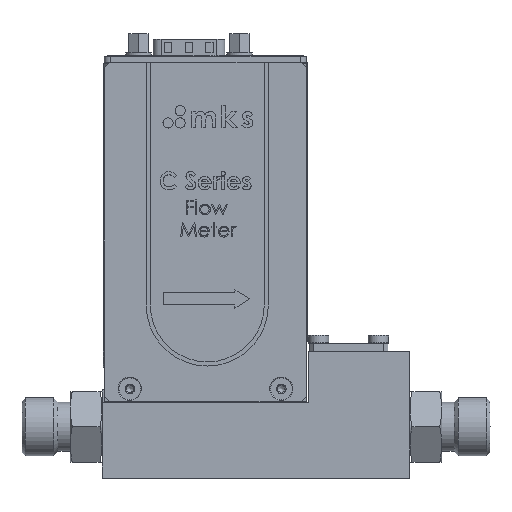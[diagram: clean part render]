
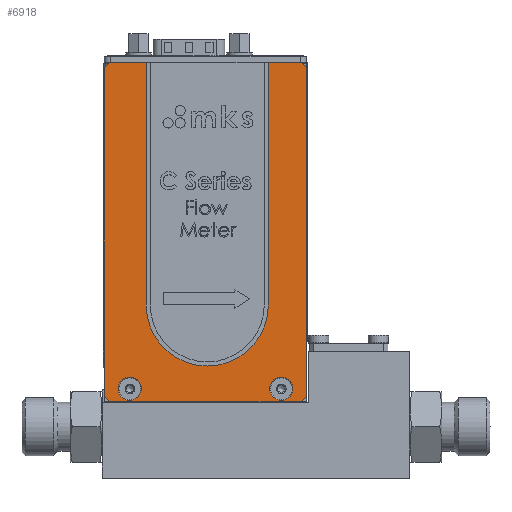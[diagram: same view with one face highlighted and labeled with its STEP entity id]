
A CAD part, top view. The second image highlights one B-rep face of the part: STEP entity #6918.
In plain terms, the highlighted planar face has unit normal (0, 0, 1).
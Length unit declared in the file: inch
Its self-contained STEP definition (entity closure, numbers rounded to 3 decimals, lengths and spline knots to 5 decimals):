
#299 = CARTESIAN_POINT ( 'NONE',  ( -0.35653, -0.129, 0.498 ) ) ;
#1559 = DIRECTION ( 'NONE',  ( 0., 0., 1. ) ) ;
#2049 = AXIS2_PLACEMENT_3D ( 'NONE', #38961, #91111, #46447 ) ;
#2334 = ORIENTED_EDGE ( 'NONE', *, *, #48879, .T. ) ;
#2559 = LINE ( 'NONE', #30477, #57500 ) ;
#3107 = VERTEX_POINT ( 'NONE', #52134 ) ;
#3563 = DIRECTION ( 'NONE',  ( 0.707, 0.707, 0. ) ) ;
#5446 = VERTEX_POINT ( 'NONE', #81758 ) ;
#6918 = ADVANCED_FACE ( 'NONE', ( #27286, #37814, #94905, #75093, #55319 ), #70362, .F. ) ;
#8748 = VERTEX_POINT ( 'NONE', #56036 ) ;
#10297 = EDGE_CURVE ( 'NONE', #38605, #75410, #33871, .T. ) ;
#11673 = VECTOR ( 'NONE', #13180, 39.37008 ) ;
#13180 = DIRECTION ( 'NONE',  ( 0., -1., 0. ) ) ;
#13242 = EDGE_LOOP ( 'NONE', ( #92603 ) ) ;
#13775 = VECTOR ( 'NONE', #70124, 39.37008 ) ;
#14294 = EDGE_CURVE ( 'NONE', #8748, #78201, #94238, .T. ) ;
#14751 = VERTEX_POINT ( 'NONE', #75895 ) ;
#15937 = CIRCLE ( 'NONE', #46658, 0.1125 ) ;
#16577 = EDGE_CURVE ( 'NONE', #75410, #22495, #82192, .T. ) ;
#16742 = EDGE_CURVE ( 'NONE', #87769, #8748, #70554, .T. ) ;
#17019 = ORIENTED_EDGE ( 'NONE', *, *, #89999, .T. ) ;
#18239 = CARTESIAN_POINT ( 'NONE',  ( 1.36847, -0.053, 0.498 ) ) ;
#18569 = CARTESIAN_POINT ( 'NONE',  ( -0.35653, 3.076, 0.498 ) ) ;
#18796 = ORIENTED_EDGE ( 'NONE', *, *, #68270, .F. ) ;
#19133 = DIRECTION ( 'NONE',  ( 0., 0., -1. ) ) ;
#19428 = VERTEX_POINT ( 'NONE', #38448 ) ;
#20385 = ORIENTED_EDGE ( 'NONE', *, *, #96804, .T. ) ;
#20433 = CIRCLE ( 'NONE', #2049, 0.086 ) ;
#22105 = CARTESIAN_POINT ( 'NONE',  ( -0.35653, -0.179, 0.498 ) ) ;
#22495 = VERTEX_POINT ( 'NONE', #23837 ) ;
#22809 = EDGE_CURVE ( 'NONE', #5446, #5446, #73566, .T. ) ;
#22885 = ORIENTED_EDGE ( 'NONE', *, *, #16742, .T. ) ;
#23837 = CARTESIAN_POINT ( 'NONE',  ( -0.30653, -0.179, 0.498 ) ) ;
#24017 = CARTESIAN_POINT ( 'NONE',  ( 1.61347, 3.076, 0.498 ) ) ;
#24159 = CARTESIAN_POINT ( 'NONE',  ( 1.56347, -0.179, 0.498 ) ) ;
#25715 = DIRECTION ( 'NONE',  ( 1., 0., 0. ) ) ;
#26337 = AXIS2_PLACEMENT_3D ( 'NONE', #46278, #1559, #53824 ) ;
#27286 = FACE_BOUND ( 'NONE', #75154, .T. ) ;
#27850 = CARTESIAN_POINT ( 'NONE',  ( -0.35653, -0.179, 0.498 ) ) ;
#27902 = EDGE_CURVE ( 'NONE', #3107, #3107, #78367, .T. ) ;
#30205 = CARTESIAN_POINT ( 'NONE',  ( -0.10753, -0.053, 0.498 ) ) ;
#30477 = CARTESIAN_POINT ( 'NONE',  ( -0.35653, 3.126, 0.498 ) ) ;
#30799 = DIRECTION ( 'NONE',  ( -1., 0., 0. ) ) ;
#33871 = LINE ( 'NONE', #27850, #11673 ) ;
#34770 = ORIENTED_EDGE ( 'NONE', *, *, #14294, .T. ) ;
#37460 = DIRECTION ( 'NONE',  ( 0., 1., 0. ) ) ;
#37719 = DIRECTION ( 'NONE',  ( 1., 0., 0. ) ) ;
#37814 = FACE_BOUND ( 'NONE', #90746, .T. ) ;
#38448 = CARTESIAN_POINT ( 'NONE',  ( 0.95447, 3.001, 0.498 ) ) ;
#38605 = VERTEX_POINT ( 'NONE', #18569 ) ;
#38961 = CARTESIAN_POINT ( 'NONE',  ( 0.86847, 3.001, 0.498 ) ) ;
#42567 = VECTOR ( 'NONE', #68546, 39.37008 ) ;
#43041 = DIRECTION ( 'NONE',  ( -0.707, -0.707, 0. ) ) ;
#46278 = CARTESIAN_POINT ( 'NONE',  ( 1.06847, 3.001, 0.498 ) ) ;
#46396 = CARTESIAN_POINT ( 'NONE',  ( 1.56347, 3.126, 0.498 ) ) ;
#46447 = DIRECTION ( 'NONE',  ( 1., 0., 0. ) ) ;
#46658 = AXIS2_PLACEMENT_3D ( 'NONE', #18239, #70427, #25715 ) ;
#48879 = EDGE_CURVE ( 'NONE', #78201, #77386, #53485, .T. ) ;
#50697 = VECTOR ( 'NONE', #3563, 39.37008 ) ;
#52134 = CARTESIAN_POINT ( 'NONE',  ( 0.00497, -0.053, 0.498 ) ) ;
#53485 = LINE ( 'NONE', #62678, #13775 ) ;
#53824 = DIRECTION ( 'NONE',  ( 1., 0., 0. ) ) ;
#53971 = CARTESIAN_POINT ( 'NONE',  ( -0.35653, -0.129, 0.498 ) ) ;
#55286 = ORIENTED_EDGE ( 'NONE', *, *, #16577, .T. ) ;
#55319 = FACE_OUTER_BOUND ( 'NONE', #91808, .T. ) ;
#56036 = CARTESIAN_POINT ( 'NONE',  ( 1.61347, -0.129, 0.498 ) ) ;
#56444 = EDGE_CURVE ( 'NONE', #22495, #87769, #90594, .T. ) ;
#57500 = VECTOR ( 'NONE', #30799, 39.37008 ) ;
#61734 = ORIENTED_EDGE ( 'NONE', *, *, #10297, .T. ) ;
#61905 = CARTESIAN_POINT ( 'NONE',  ( -0.30653, 3.126, 0.498 ) ) ;
#62435 = ORIENTED_EDGE ( 'NONE', *, *, #56444, .T. ) ;
#62678 = CARTESIAN_POINT ( 'NONE',  ( 1.61347, 3.076, 0.498 ) ) ;
#63900 = CARTESIAN_POINT ( 'NONE',  ( -0.35653, -0.179, 0.498 ) ) ;
#63964 = VECTOR ( 'NONE', #43041, 39.37008 ) ;
#65153 = VECTOR ( 'NONE', #37460, 39.37008 ) ;
#68270 = EDGE_CURVE ( 'NONE', #19428, #19428, #20433, .T. ) ;
#68546 = DIRECTION ( 'NONE',  ( 0.707, -0.707, 0. ) ) ;
#70124 = DIRECTION ( 'NONE',  ( -0.707, 0.707, 0. ) ) ;
#70362 = PLANE ( 'NONE',  #78125 ) ;
#70427 = DIRECTION ( 'NONE',  ( 0., 0., 1. ) ) ;
#70554 = LINE ( 'NONE', #24159, #50697 ) ;
#70623 = VERTEX_POINT ( 'NONE', #61905 ) ;
#71326 = DIRECTION ( 'NONE',  ( -1., 0., 0. ) ) ;
#72554 = EDGE_CURVE ( 'NONE', #14751, #14751, #15937, .T. ) ;
#73283 = CARTESIAN_POINT ( 'NONE',  ( 1.56347, -0.179, 0.498 ) ) ;
#73566 = CIRCLE ( 'NONE', #26337, 0.086 ) ;
#73671 = DIRECTION ( 'NONE',  ( 1., 0., 0. ) ) ;
#74404 = ORIENTED_EDGE ( 'NONE', *, *, #27902, .F. ) ;
#74593 = CARTESIAN_POINT ( 'NONE',  ( 1.61347, -0.179, 0.498 ) ) ;
#75093 = FACE_BOUND ( 'NONE', #13242, .T. ) ;
#75154 = EDGE_LOOP ( 'NONE', ( #96196 ) ) ;
#75410 = VERTEX_POINT ( 'NONE', #53971 ) ;
#75895 = CARTESIAN_POINT ( 'NONE',  ( 1.48097, -0.053, 0.498 ) ) ;
#77386 = VERTEX_POINT ( 'NONE', #46396 ) ;
#78125 = AXIS2_PLACEMENT_3D ( 'NONE', #63900, #19133, #71326 ) ;
#78201 = VERTEX_POINT ( 'NONE', #24017 ) ;
#78367 = CIRCLE ( 'NONE', #80359, 0.1125 ) ;
#80157 = CARTESIAN_POINT ( 'NONE',  ( -0.30653, 3.126, 0.498 ) ) ;
#80359 = AXIS2_PLACEMENT_3D ( 'NONE', #30205, #82334, #37719 ) ;
#81758 = CARTESIAN_POINT ( 'NONE',  ( 1.15447, 3.001, 0.498 ) ) ;
#82192 = LINE ( 'NONE', #299, #42567 ) ;
#82334 = DIRECTION ( 'NONE',  ( 0., 0., 1. ) ) ;
#83691 = LINE ( 'NONE', #80157, #63964 ) ;
#87769 = VERTEX_POINT ( 'NONE', #73283 ) ;
#88236 = VECTOR ( 'NONE', #73671, 39.37008 ) ;
#89999 = EDGE_CURVE ( 'NONE', #77386, #70623, #2559, .T. ) ;
#90594 = LINE ( 'NONE', #22105, #88236 ) ;
#90746 = EDGE_LOOP ( 'NONE', ( #18796 ) ) ;
#91111 = DIRECTION ( 'NONE',  ( 0., 0., 1. ) ) ;
#91808 = EDGE_LOOP ( 'NONE', ( #61734, #55286, #62435, #22885, #34770, #2334, #17019, #20385 ) ) ;
#92603 = ORIENTED_EDGE ( 'NONE', *, *, #72554, .F. ) ;
#94238 = LINE ( 'NONE', #74593, #65153 ) ;
#94905 = FACE_BOUND ( 'NONE', #95983, .T. ) ;
#95983 = EDGE_LOOP ( 'NONE', ( #74404 ) ) ;
#96196 = ORIENTED_EDGE ( 'NONE', *, *, #22809, .F. ) ;
#96804 = EDGE_CURVE ( 'NONE', #70623, #38605, #83691, .T. ) ;
